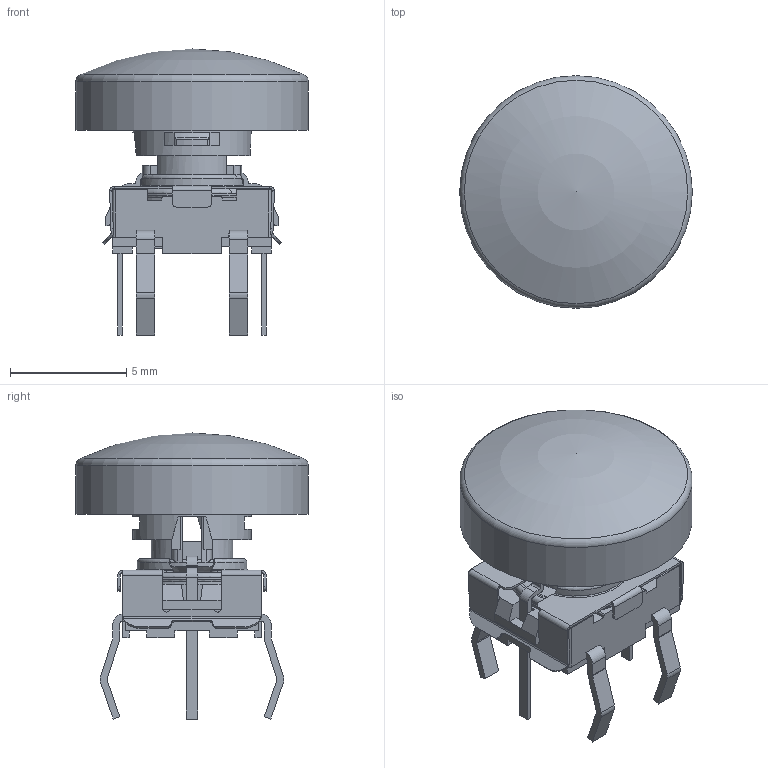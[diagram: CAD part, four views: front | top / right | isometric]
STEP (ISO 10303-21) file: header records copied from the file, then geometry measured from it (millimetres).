
FILE_DESCRIPTION((''),'2;1');
FILE_NAME('TL6215VFxxxxBT.stp','2017-09-21T14:11:02',('mwilliams'),(''),'Autodesk Inventor 2012','Autodesk Inventor 2012','');
FILE_SCHEMA(('AUTOMOTIVE_DESIGN { 1 0 10303 214 1 1 1 1 }'));
Length unit declared in the file: millimetre
Products named in the file (1): TL6215VFxxxxBT
Bounding box: 10 x 10 x 12.3 mm (x, y, z)
Volume: 165.1 mm3; surface area: 937.3 mm2
Topology: 4 solids, 9 shells, 737 faces, 2048 edges, 1229 vertices
Faces by surface type: plane 492, cylinder 155, bspline 54, torus 25, cone 6, sphere 5
Full cylindrical faces by diameter (mm): 0.5 x2, 1.1 x1, 2.25 x1, 2.7 x1, 2.8 x1, 4.05 x1, 4.65 x1, 5.1 x1, 5.8 x1, 8.2 x1, 10 x1
Entity records: 25695 total; most frequent: CARTESIAN_POINT 6661, ORIENTED_EDGE 3900, DIRECTION 3671, EDGE_CURVE 2000, VECTOR 1469, LINE 1469, VERTEX_POINT 1211, AXIS2_PLACEMENT_3D 1101
